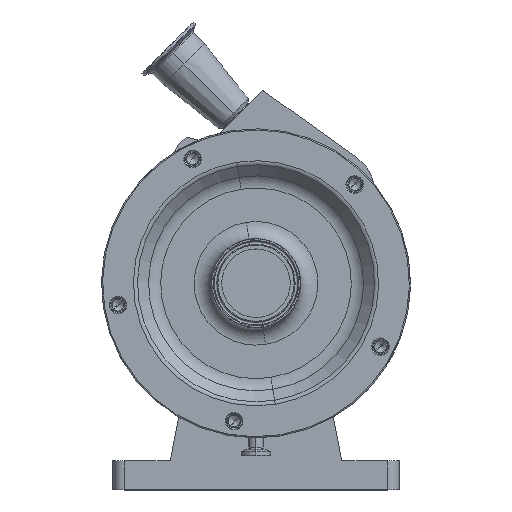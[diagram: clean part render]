
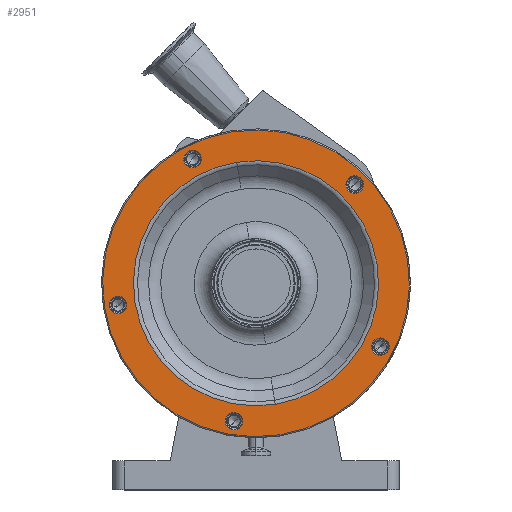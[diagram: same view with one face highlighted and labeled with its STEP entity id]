
A CAD part, top view. The second image highlights one B-rep face of the part: STEP entity #2951.
In plain terms, the highlighted planar face has unit normal (0, 0, 1).
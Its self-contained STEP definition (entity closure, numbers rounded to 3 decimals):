
#5 = ORIENTED_EDGE ( 'NONE', *, *, #107, .T. ) ;
#41 = CIRCLE ( 'NONE', #1675, 107.071 ) ;
#48 = DIRECTION ( 'NONE',  ( 0., 0., -1. ) ) ;
#107 = EDGE_CURVE ( 'NONE', #6548, #1612, #41, .T. ) ;
#209 = DIRECTION ( 'NONE',  ( 0.156, -0.988, 0. ) ) ;
#729 = CARTESIAN_POINT ( 'NONE',  ( 85.071, 93.817, 209.5 ) ) ;
#732 = CARTESIAN_POINT ( 'NONE',  ( -19.085, -120.498, 209.5 ) ) ;
#804 = FACE_OUTER_BOUND ( 'NONE', #2270, .T. ) ;
#1001 = CIRCLE ( 'NONE', #7576, 7.644 ) ;
#1030 = CARTESIAN_POINT ( 'NONE',  ( 20.962, -132.35, 209.5 ) ) ;
#1144 = VERTEX_POINT ( 'NONE', #5333 ) ;
#1199 = CARTESIAN_POINT ( 'NONE',  ( -19.085, -120.498, 209.5 ) ) ;
#1214 = ORIENTED_EDGE ( 'NONE', *, *, #6571, .F. ) ;
#1363 = CIRCLE ( 'NONE', #6038, 7.644 ) ;
#1477 = ORIENTED_EDGE ( 'NONE', *, *, #1927, .T. ) ;
#1574 = EDGE_CURVE ( 'NONE', #8248, #10878, #3980, .T. ) ;
#1612 = VERTEX_POINT ( 'NONE', #3811 ) ;
#1675 = AXIS2_PLACEMENT_3D ( 'NONE', #3406, #4478, #2505 ) ;
#1696 = DIRECTION ( 'NONE',  ( 0., 0., -1. ) ) ;
#1762 = FACE_BOUND ( 'NONE', #6780, .T. ) ;
#1849 = VERTEX_POINT ( 'NONE', #7951 ) ;
#1927 = EDGE_CURVE ( 'NONE', #5732, #1849, #12411, .T. ) ;
#1984 = EDGE_CURVE ( 'NONE', #10878, #8248, #1001, .T. ) ;
#2033 = CARTESIAN_POINT ( 'NONE',  ( 109.899, -62.936, 209.5 ) ) ;
#2093 = DIRECTION ( 'NONE',  ( 0., 0., -1. ) ) ;
#2244 = DIRECTION ( 'NONE',  ( 0.156, -0.988, 0. ) ) ;
#2270 = EDGE_LOOP ( 'NONE', ( #1214, #6729 ) ) ;
#2505 = DIRECTION ( 'NONE',  ( 0.156, -0.988, 0. ) ) ;
#2642 = ORIENTED_EDGE ( 'NONE', *, *, #6139, .T. ) ;
#2645 = DIRECTION ( 'NONE',  ( 0., 0., -1. ) ) ;
#2700 = EDGE_LOOP ( 'NONE', ( #10580, #1477 ) ) ;
#2769 = EDGE_CURVE ( 'NONE', #10152, #8217, #11273, .T. ) ;
#2789 = CARTESIAN_POINT ( 'NONE',  ( -55.387, 108.703, 209.5 ) ) ;
#2794 = EDGE_CURVE ( 'NONE', #5179, #5562, #1363, .T. ) ;
#2810 = EDGE_CURVE ( 'NONE', #5621, #1144, #9108, .T. ) ;
#2951 = ADVANCED_FACE ( 'NONE', ( #12356, #11328, #9478, #10446, #1762, #804, #7499 ), #8461, .F. ) ;
#3072 = AXIS2_PLACEMENT_3D ( 'NONE', #6973, #6019, #209 ) ;
#3175 = EDGE_LOOP ( 'NONE', ( #10869, #9561 ) ) ;
#3207 = DIRECTION ( 'NONE',  ( 0.156, -0.988, 0. ) ) ;
#3406 = CARTESIAN_POINT ( 'NONE',  ( 0., 0., 209.5 ) ) ;
#3421 = CIRCLE ( 'NONE', #5846, 7.644 ) ;
#3429 = CARTESIAN_POINT ( 'NONE',  ( -17.889, -128.048, 209.5 ) ) ;
#3514 = DIRECTION ( 'NONE',  ( 0.156, -0.988, 0. ) ) ;
#3620 = DIRECTION ( 'NONE',  ( 0., 0., -1. ) ) ;
#3722 = ORIENTED_EDGE ( 'NONE', *, *, #10265, .T. ) ;
#3811 = CARTESIAN_POINT ( 'NONE',  ( -16.75, 105.753, 209.5 ) ) ;
#3844 = DIRECTION ( 'NONE',  ( 0.156, -0.988, 0. ) ) ;
#3919 = DIRECTION ( 'NONE',  ( 0.156, -0.988, 0. ) ) ;
#3980 = CIRCLE ( 'NONE', #5611, 7.644 ) ;
#4160 = EDGE_LOOP ( 'NONE', ( #2642, #10813 ) ) ;
#4478 = DIRECTION ( 'NONE',  ( 0., 0., -1. ) ) ;
#4678 = DIRECTION ( 'NONE',  ( 0., 0., -1. ) ) ;
#4934 = EDGE_CURVE ( 'NONE', #11544, #11923, #6608, .T. ) ;
#4939 = EDGE_CURVE ( 'NONE', #5562, #5179, #11914, .T. ) ;
#5049 = CARTESIAN_POINT ( 'NONE',  ( 87.463, 78.717, 209.5 ) ) ;
#5098 = EDGE_LOOP ( 'NONE', ( #5292, #12313 ) ) ;
#5115 = CIRCLE ( 'NONE', #3072, 7.644 ) ;
#5179 = VERTEX_POINT ( 'NONE', #2033 ) ;
#5215 = AXIS2_PLACEMENT_3D ( 'NONE', #10802, #11768, #3919 ) ;
#5216 = CARTESIAN_POINT ( 'NONE',  ( 16.75, -105.753, 209.5 ) ) ;
#5292 = ORIENTED_EDGE ( 'NONE', *, *, #1984, .T. ) ;
#5333 = CARTESIAN_POINT ( 'NONE',  ( -119.302, -26.635, 209.5 ) ) ;
#5548 = CARTESIAN_POINT ( 'NONE',  ( -120.498, -19.085, 209.5 ) ) ;
#5562 = VERTEX_POINT ( 'NONE', #10758 ) ;
#5593 = CARTESIAN_POINT ( 'NONE',  ( -132.35, -20.962, 209.5 ) ) ;
#5611 = AXIS2_PLACEMENT_3D ( 'NONE', #2789, #3620, #7634 ) ;
#5621 = VERTEX_POINT ( 'NONE', #7895 ) ;
#5704 = CARTESIAN_POINT ( 'NONE',  ( 86.267, 86.267, 209.5 ) ) ;
#5732 = VERTEX_POINT ( 'NONE', #3429 ) ;
#5810 = DIRECTION ( 'NONE',  ( 0.156, -0.988, 0. ) ) ;
#5846 = AXIS2_PLACEMENT_3D ( 'NONE', #5548, #12244, #3514 ) ;
#5853 = AXIS2_PLACEMENT_3D ( 'NONE', #732, #2645, #6527 ) ;
#5912 = CARTESIAN_POINT ( 'NONE',  ( -55.387, 108.703, 209.5 ) ) ;
#6019 = DIRECTION ( 'NONE',  ( 0., 0., -1. ) ) ;
#6038 = AXIS2_PLACEMENT_3D ( 'NONE', #9937, #48, #5810 ) ;
#6139 = EDGE_CURVE ( 'NONE', #8217, #10152, #5115, .T. ) ;
#6179 = DIRECTION ( 'NONE',  ( 0., 0., -1. ) ) ;
#6527 = DIRECTION ( 'NONE',  ( 0.156, -0.988, 0. ) ) ;
#6548 = VERTEX_POINT ( 'NONE', #5216 ) ;
#6571 = EDGE_CURVE ( 'NONE', #11923, #11544, #9795, .T. ) ;
#6581 = CARTESIAN_POINT ( 'NONE',  ( -120.498, -19.085, 209.5 ) ) ;
#6608 = CIRCLE ( 'NONE', #9465, 134. ) ;
#6729 = ORIENTED_EDGE ( 'NONE', *, *, #4934, .F. ) ;
#6780 = EDGE_LOOP ( 'NONE', ( #11522, #11108 ) ) ;
#6810 = DIRECTION ( 'NONE',  ( 0.156, -0.988, 0. ) ) ;
#6876 = DIRECTION ( 'NONE',  ( 0., 0., -1. ) ) ;
#6973 = CARTESIAN_POINT ( 'NONE',  ( 86.267, 86.267, 209.5 ) ) ;
#7105 = AXIS2_PLACEMENT_3D ( 'NONE', #1199, #6876, #6810 ) ;
#7422 = DIRECTION ( 'NONE',  ( 0., 0., -1. ) ) ;
#7499 = FACE_BOUND ( 'NONE', #7859, .T. ) ;
#7576 = AXIS2_PLACEMENT_3D ( 'NONE', #5912, #2093, #8981 ) ;
#7634 = DIRECTION ( 'NONE',  ( 0.156, -0.988, 0. ) ) ;
#7664 = CIRCLE ( 'NONE', #5215, 107.071 ) ;
#7859 = EDGE_LOOP ( 'NONE', ( #5, #3722 ) ) ;
#7895 = CARTESIAN_POINT ( 'NONE',  ( -121.694, -11.535, 209.5 ) ) ;
#7951 = CARTESIAN_POINT ( 'NONE',  ( -20.281, -112.948, 209.5 ) ) ;
#8174 = CARTESIAN_POINT ( 'NONE',  ( 0., 0., 209.5 ) ) ;
#8217 = VERTEX_POINT ( 'NONE', #729 ) ;
#8248 = VERTEX_POINT ( 'NONE', #10371 ) ;
#8342 = DIRECTION ( 'NONE',  ( 0.156, -0.988, 0. ) ) ;
#8461 = PLANE ( 'NONE',  #11338 ) ;
#8491 = AXIS2_PLACEMENT_3D ( 'NONE', #6581, #4678, #3844 ) ;
#8981 = DIRECTION ( 'NONE',  ( 0.156, -0.988, 0. ) ) ;
#9047 = EDGE_CURVE ( 'NONE', #1144, #5621, #3421, .T. ) ;
#9108 = CIRCLE ( 'NONE', #8491, 7.644 ) ;
#9327 = EDGE_CURVE ( 'NONE', #1849, #5732, #10959, .T. ) ;
#9465 = AXIS2_PLACEMENT_3D ( 'NONE', #8174, #11102, #3207 ) ;
#9478 = FACE_BOUND ( 'NONE', #3175, .T. ) ;
#9561 = ORIENTED_EDGE ( 'NONE', *, *, #2794, .T. ) ;
#9795 = CIRCLE ( 'NONE', #10817, 134. ) ;
#9937 = CARTESIAN_POINT ( 'NONE',  ( 108.703, -55.387, 209.5 ) ) ;
#10152 = VERTEX_POINT ( 'NONE', #5049 ) ;
#10265 = EDGE_CURVE ( 'NONE', #1612, #6548, #7664, .T. ) ;
#10316 = DIRECTION ( 'NONE',  ( 0.156, -0.988, 0. ) ) ;
#10371 = CARTESIAN_POINT ( 'NONE',  ( -54.191, 101.153, 209.5 ) ) ;
#10380 = DIRECTION ( 'NONE',  ( 0., 0., -1. ) ) ;
#10446 = FACE_BOUND ( 'NONE', #2700, .T. ) ;
#10580 = ORIENTED_EDGE ( 'NONE', *, *, #9327, .T. ) ;
#10758 = CARTESIAN_POINT ( 'NONE',  ( 107.507, -47.837, 209.5 ) ) ;
#10802 = CARTESIAN_POINT ( 'NONE',  ( 0., 0., 209.5 ) ) ;
#10813 = ORIENTED_EDGE ( 'NONE', *, *, #2769, .T. ) ;
#10817 = AXIS2_PLACEMENT_3D ( 'NONE', #11391, #10380, #10316 ) ;
#10869 = ORIENTED_EDGE ( 'NONE', *, *, #4939, .T. ) ;
#10878 = VERTEX_POINT ( 'NONE', #11944 ) ;
#10959 = CIRCLE ( 'NONE', #5853, 7.644 ) ;
#10980 = CARTESIAN_POINT ( 'NONE',  ( 108.703, -55.387, 209.5 ) ) ;
#11096 = AXIS2_PLACEMENT_3D ( 'NONE', #10980, #6179, #2244 ) ;
#11102 = DIRECTION ( 'NONE',  ( 0., 0., -1. ) ) ;
#11108 = ORIENTED_EDGE ( 'NONE', *, *, #9047, .T. ) ;
#11273 = CIRCLE ( 'NONE', #12627, 7.644 ) ;
#11328 = FACE_BOUND ( 'NONE', #4160, .T. ) ;
#11338 = AXIS2_PLACEMENT_3D ( 'NONE', #5593, #1696, #8342 ) ;
#11391 = CARTESIAN_POINT ( 'NONE',  ( 0., 0., 209.5 ) ) ;
#11522 = ORIENTED_EDGE ( 'NONE', *, *, #2810, .T. ) ;
#11544 = VERTEX_POINT ( 'NONE', #12601 ) ;
#11768 = DIRECTION ( 'NONE',  ( 0., 0., -1. ) ) ;
#11914 = CIRCLE ( 'NONE', #11096, 7.644 ) ;
#11923 = VERTEX_POINT ( 'NONE', #1030 ) ;
#11944 = CARTESIAN_POINT ( 'NONE',  ( -56.583, 116.252, 209.5 ) ) ;
#12244 = DIRECTION ( 'NONE',  ( 0., 0., -1. ) ) ;
#12313 = ORIENTED_EDGE ( 'NONE', *, *, #1574, .T. ) ;
#12338 = DIRECTION ( 'NONE',  ( 0.156, -0.988, 0. ) ) ;
#12356 = FACE_BOUND ( 'NONE', #5098, .T. ) ;
#12411 = CIRCLE ( 'NONE', #7105, 7.644 ) ;
#12601 = CARTESIAN_POINT ( 'NONE',  ( -20.962, 132.35, 209.5 ) ) ;
#12627 = AXIS2_PLACEMENT_3D ( 'NONE', #5704, #7422, #12338 ) ;
